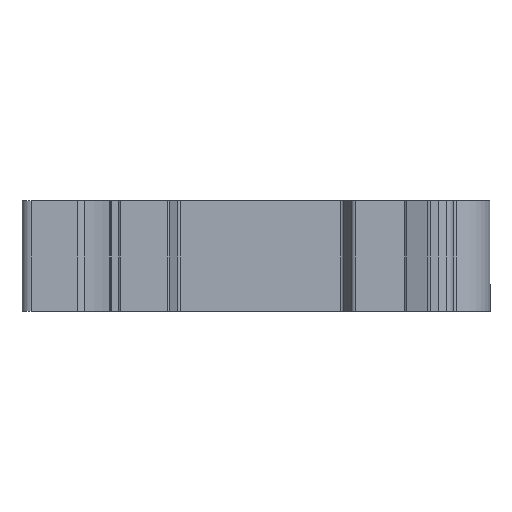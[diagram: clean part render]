
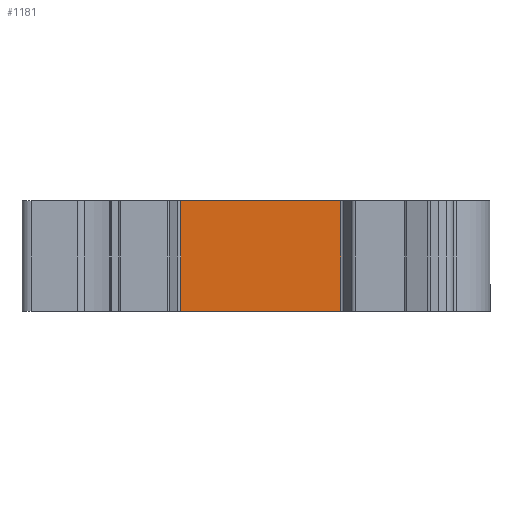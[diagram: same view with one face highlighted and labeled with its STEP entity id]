
A CAD part, front view. The second image highlights one B-rep face of the part: STEP entity #1181.
In plain terms, the highlighted planar face has unit normal (0, -1, 0).
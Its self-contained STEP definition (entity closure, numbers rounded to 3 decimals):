
#253 = VECTOR ( 'NONE', #1481, 1000. ) ;
#437 = EDGE_CURVE ( 'NONE', #4754, #4260, #610, .T. ) ;
#610 = LINE ( 'NONE', #1808, #253 ) ;
#755 = EDGE_CURVE ( 'NONE', #1770, #934, #2153, .T. ) ;
#883 = ORIENTED_EDGE ( 'NONE', *, *, #755, .T. ) ;
#934 = VERTEX_POINT ( 'NONE', #5702 ) ;
#1181 = ADVANCED_FACE ( 'NONE', ( #2496 ), #2955, .F. ) ;
#1481 = DIRECTION ( 'NONE',  ( 1., 0., 0. ) ) ;
#1655 = CARTESIAN_POINT ( 'NONE',  ( -8.746, -9.544, 0. ) ) ;
#1770 = VERTEX_POINT ( 'NONE', #1655 ) ;
#1808 = CARTESIAN_POINT ( 'NONE',  ( -24.5, -9.544, 12. ) ) ;
#1814 = DIRECTION ( 'NONE',  ( 0., 0., -1. ) ) ;
#1958 = CARTESIAN_POINT ( 'NONE',  ( 8.746, -9.544, 12. ) ) ;
#2153 = LINE ( 'NONE', #2420, #2598 ) ;
#2178 = ORIENTED_EDGE ( 'NONE', *, *, #437, .F. ) ;
#2362 = EDGE_CURVE ( 'NONE', #1770, #4754, #5582, .T. ) ;
#2420 = CARTESIAN_POINT ( 'NONE',  ( -8.746, -9.544, 0. ) ) ;
#2444 = DIRECTION ( 'NONE',  ( 1., 0., 0. ) ) ;
#2496 = FACE_OUTER_BOUND ( 'NONE', #5385, .T. ) ;
#2581 = DIRECTION ( 'NONE',  ( 0., 0., 1. ) ) ;
#2598 = VECTOR ( 'NONE', #2444, 1000. ) ;
#2713 = DIRECTION ( 'NONE',  ( 0., 1., 0. ) ) ;
#2748 = EDGE_CURVE ( 'NONE', #4260, #934, #5061, .T. ) ;
#2817 = CARTESIAN_POINT ( 'NONE',  ( -8.746, -9.544, 12. ) ) ;
#2955 = PLANE ( 'NONE',  #4810 ) ;
#3269 = CARTESIAN_POINT ( 'NONE',  ( 8.746, -9.544, 12. ) ) ;
#3905 = ORIENTED_EDGE ( 'NONE', *, *, #2748, .F. ) ;
#4260 = VERTEX_POINT ( 'NONE', #3269 ) ;
#4436 = CARTESIAN_POINT ( 'NONE',  ( -8.746, -9.544, 12. ) ) ;
#4754 = VERTEX_POINT ( 'NONE', #4436 ) ;
#4810 = AXIS2_PLACEMENT_3D ( 'NONE', #2817, #2713, #2581 ) ;
#4974 = ORIENTED_EDGE ( 'NONE', *, *, #2362, .F. ) ;
#5027 = CARTESIAN_POINT ( 'NONE',  ( -8.746, -9.544, 12. ) ) ;
#5034 = VECTOR ( 'NONE', #1814, 1000. ) ;
#5045 = DIRECTION ( 'NONE',  ( 0., 0., 1. ) ) ;
#5061 = LINE ( 'NONE', #1958, #5034 ) ;
#5385 = EDGE_LOOP ( 'NONE', ( #3905, #2178, #4974, #883 ) ) ;
#5566 = VECTOR ( 'NONE', #5045, 1000. ) ;
#5582 = LINE ( 'NONE', #5027, #5566 ) ;
#5702 = CARTESIAN_POINT ( 'NONE',  ( 8.746, -9.544, 0. ) ) ;
